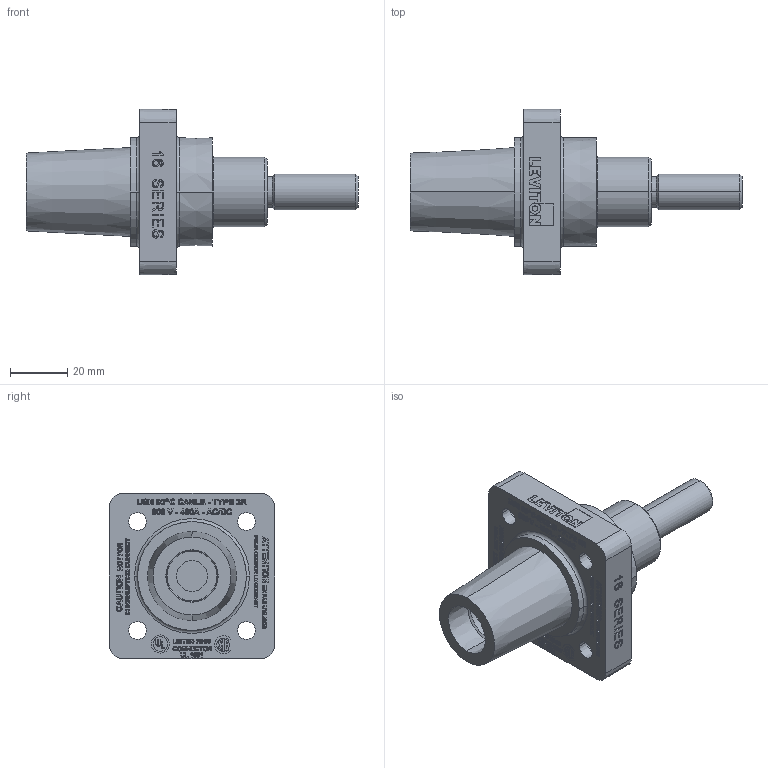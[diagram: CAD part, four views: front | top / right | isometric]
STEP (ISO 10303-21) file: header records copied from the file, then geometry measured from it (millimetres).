
FILE_DESCRIPTION (( 'STEP AP214' ), '1' );
FILE_NAME ('ORC6065-M01.STEP', '2025-02-27T15:59:17', ( '' ), ( '' ), 'SwSTEP 2.0', 'SolidWorks 2024', '' );
FILE_SCHEMA (( 'AUTOMOTIVE_DESIGN' ));
Products named in the file (1): ORC6065-M01
Bounding box: 116.15 x 57.94 x 57.94 mm (x, y, z)
Surface area: 23174.5 mm2 (no closed solid volume)
Topology: 0 solids, 6 shells, 1364 faces, 5157 edges, 3625 vertices
Faces by surface type: plane 769, bspline 480, cylinder 73, cone 36, torus 6
Entity records: 84690 total; most frequent: CARTESIAN_POINT 46065, ORIENTED_EDGE 8151, DIRECTION 5881, EDGE_CURVE 5157, VERTEX_POINT 3625, LINE 3549, VECTOR 3549, EDGE_LOOP 1596
